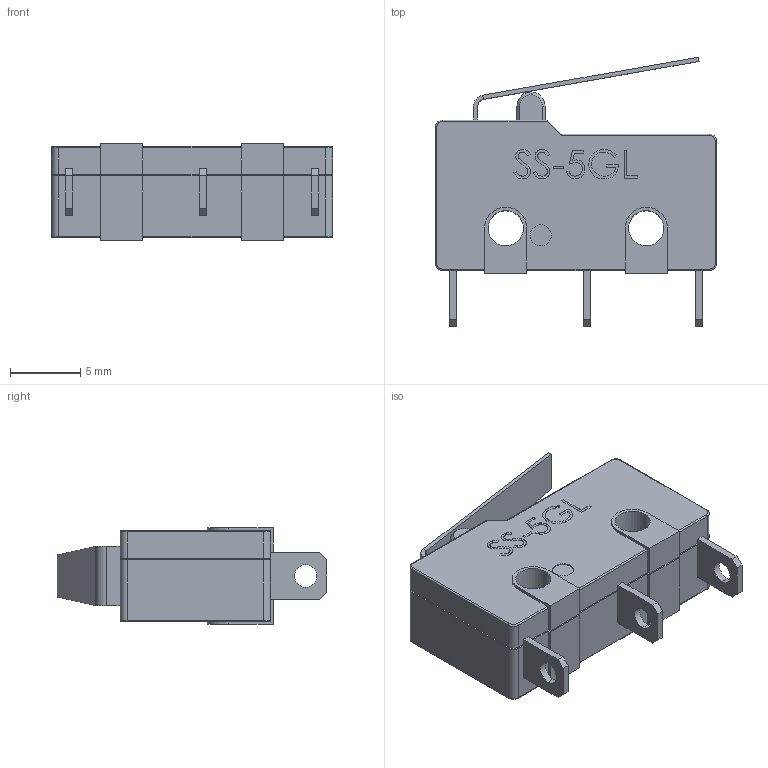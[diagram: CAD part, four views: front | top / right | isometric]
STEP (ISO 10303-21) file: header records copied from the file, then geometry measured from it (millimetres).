
FILE_DESCRIPTION (( 'STEP AP214' ), '1' );
FILE_NAME ('SS-5GL.STEP', '2021-07-17T10:54:00', ( '' ), ( '' ), 'SwSTEP 2.0', 'SolidWorks 2020', '' );
FILE_SCHEMA (( 'AUTOMOTIVE_DESIGN' ));
Length unit declared in the file: millimetre
Products named in the file (1): SS-5GL
Bounding box: 20 x 19.17 x 6.9 mm (x, y, z)
Volume: 1313.3 mm3; surface area: 1191.9 mm2
Topology: 6 solids, 6 shells, 234 faces, 606 edges, 394 vertices
Faces by surface type: plane 125, cylinder 50, bspline 47, torus 8, cone 4
Entity records: 9607 total; most frequent: CARTESIAN_POINT 3942, ORIENTED_EDGE 1212, DIRECTION 988, EDGE_CURVE 606, LINE 404, VECTOR 404, VERTEX_POINT 394, AXIS2_PLACEMENT_3D 292
